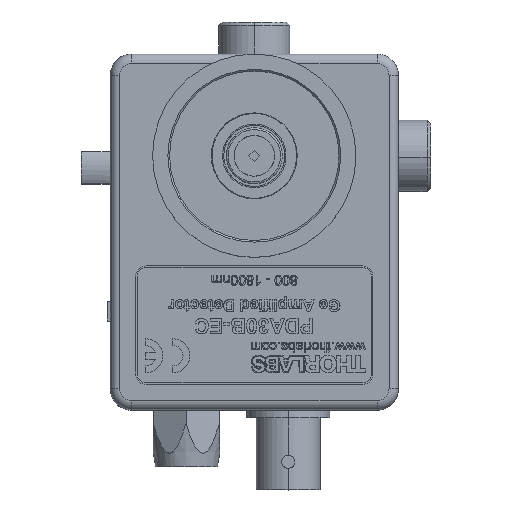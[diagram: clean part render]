
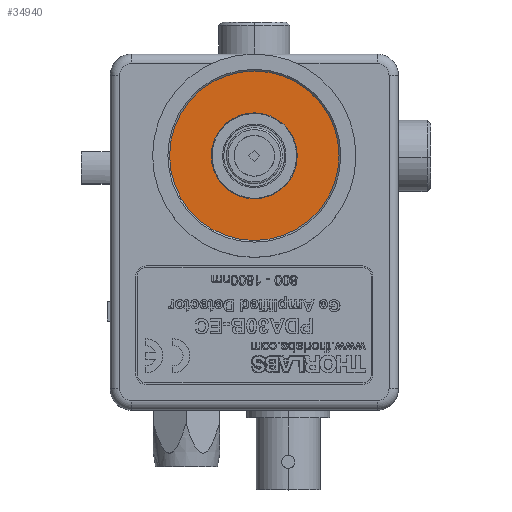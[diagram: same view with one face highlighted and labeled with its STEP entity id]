
A CAD part, top view. The second image highlights one B-rep face of the part: STEP entity #34940.
In plain terms, the highlighted planar face has unit normal (0, 0, 1).
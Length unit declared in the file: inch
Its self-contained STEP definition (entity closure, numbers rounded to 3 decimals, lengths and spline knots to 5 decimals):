
#34579 = EDGE_CURVE ( 'NONE', #35836, #35743, #50735, .T. ) ;
#34930 = EDGE_CURVE ( 'NONE', #35934, #35998, #52140, .T. ) ;
#34935 = ORIENTED_EDGE ( 'NONE', *, *, #34930, .T. ) ;
#34936 = ORIENTED_EDGE ( 'NONE', *, *, #35868, .T. ) ;
#34937 = ORIENTED_EDGE ( 'NONE', *, *, #35838, .F. ) ;
#34938 = EDGE_LOOP ( 'NONE', ( #34941, #34937 ) ) ;
#34940 = ADVANCED_FACE ( 'NONE', ( #52141, #52138 ), #52126, .T. ) ;
#34941 = ORIENTED_EDGE ( 'NONE', *, *, #34579, .F. ) ;
#34942 = EDGE_LOOP ( 'NONE', ( #34935, #34936 ) ) ;
#35743 = VERTEX_POINT ( 'NONE', #112428 ) ;
#35836 = VERTEX_POINT ( 'NONE', #114624 ) ;
#35838 = EDGE_CURVE ( 'NONE', #35743, #35836, #114744, .T. ) ;
#35868 = EDGE_CURVE ( 'NONE', #35998, #35934, #115011, .T. ) ;
#35934 = VERTEX_POINT ( 'NONE', #116094 ) ;
#35998 = VERTEX_POINT ( 'NONE', #117193 ) ;
#50733 = DIRECTION ( 'NONE',  ( 1., 0., 0. ) ) ;
#50734 = AXIS2_PLACEMENT_3D ( 'NONE', #50744, #50741, #50733 ) ;
#50735 = CIRCLE ( 'NONE', #50734, 0.2535 ) ;
#50741 = DIRECTION ( 'NONE',  ( 0., 0., 1. ) ) ;
#50744 = CARTESIAN_POINT ( 'NONE',  ( 0.85, 1.5, 0.88 ) ) ;
#52107 = CARTESIAN_POINT ( 'NONE',  ( 0.85, 1.5, 0.88 ) ) ;
#52124 = AXIS2_PLACEMENT_3D ( 'NONE', #52160, #52159, #52158 ) ;
#52126 = PLANE ( 'NONE',  #52124 ) ;
#52132 = DIRECTION ( 'NONE',  ( 1., 0., 0. ) ) ;
#52133 = DIRECTION ( 'NONE',  ( 0., 0., 1. ) ) ;
#52138 = FACE_OUTER_BOUND ( 'NONE', #34942, .T. ) ;
#52140 = CIRCLE ( 'NONE', #52150, 0.5175 ) ;
#52141 = FACE_BOUND ( 'NONE', #34938, .T. ) ;
#52150 = AXIS2_PLACEMENT_3D ( 'NONE', #52107, #52133, #52132 ) ;
#52158 = DIRECTION ( 'NONE',  ( 1., 0., 0. ) ) ;
#52159 = DIRECTION ( 'NONE',  ( 0., 0., 1. ) ) ;
#52160 = CARTESIAN_POINT ( 'NONE',  ( 0.85, 1.5, 0.88 ) ) ;
#112428 = CARTESIAN_POINT ( 'NONE',  ( 0.5965, 1.5, 0.88 ) ) ;
#114591 = CARTESIAN_POINT ( 'NONE',  ( 0.85, 1.5, 0.88 ) ) ;
#114611 = AXIS2_PLACEMENT_3D ( 'NONE', #114591, #114721, #114719 ) ;
#114624 = CARTESIAN_POINT ( 'NONE',  ( 1.1035, 1.5, 0.88 ) ) ;
#114719 = DIRECTION ( 'NONE',  ( 1., 0., 0. ) ) ;
#114721 = DIRECTION ( 'NONE',  ( 0., 0., 1. ) ) ;
#114744 = CIRCLE ( 'NONE', #114611, 0.2535 ) ;
#115011 = CIRCLE ( 'NONE', #115045, 0.5175 ) ;
#115041 = DIRECTION ( 'NONE',  ( 1., 0., 0. ) ) ;
#115043 = DIRECTION ( 'NONE',  ( 0., 0., 1. ) ) ;
#115045 = AXIS2_PLACEMENT_3D ( 'NONE', #115111, #115043, #115041 ) ;
#115111 = CARTESIAN_POINT ( 'NONE',  ( 0.85, 1.5, 0.88 ) ) ;
#116094 = CARTESIAN_POINT ( 'NONE',  ( 0.3325, 1.5, 0.88 ) ) ;
#117193 = CARTESIAN_POINT ( 'NONE',  ( 1.3675, 1.5, 0.88 ) ) ;
